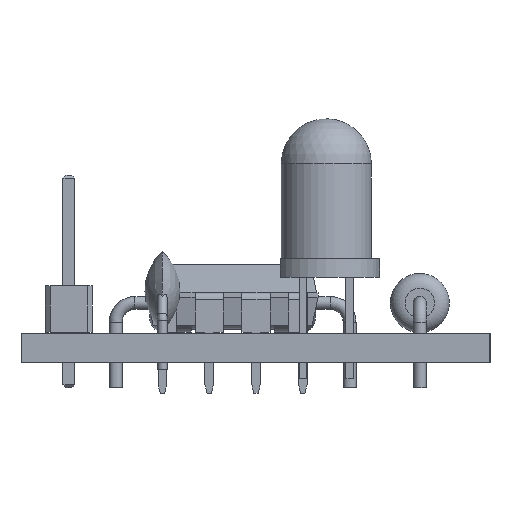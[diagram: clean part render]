
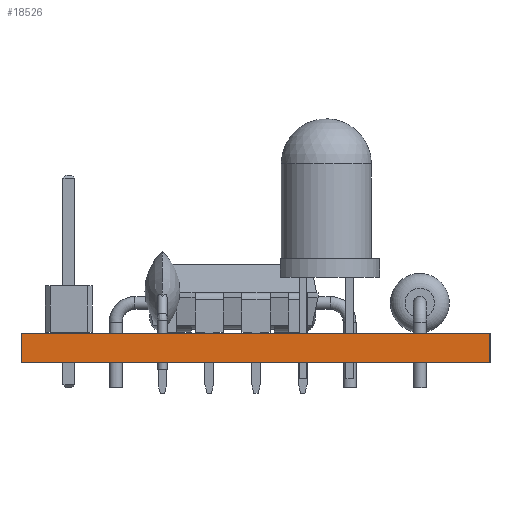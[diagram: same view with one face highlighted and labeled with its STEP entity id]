
A CAD part, left-side view. The second image highlights one B-rep face of the part: STEP entity #18526.
In plain terms, the highlighted planar face has unit normal (-1, 0, 0).
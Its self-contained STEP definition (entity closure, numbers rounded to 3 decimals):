
#18410 = EDGE_CURVE('',#18411,#18413,#18415,.T.);
#18411 = VERTEX_POINT('',#18412);
#18412 = CARTESIAN_POINT('',(130.81,-106.68,0.));
#18413 = VERTEX_POINT('',#18414);
#18414 = CARTESIAN_POINT('',(130.81,-106.68,1.6));
#18415 = SURFACE_CURVE('',#18416,(#18420,#18432),.PCURVE_S1.);
#18416 = LINE('',#18417,#18418);
#18417 = CARTESIAN_POINT('',(130.81,-106.68,0.));
#18418 = VECTOR('',#18419,1.);
#18419 = DIRECTION('',(0.,0.,1.));
#18420 = PCURVE('',#18421,#18426);
#18421 = PLANE('',#18422);
#18422 = AXIS2_PLACEMENT_3D('',#18423,#18424,#18425);
#18423 = CARTESIAN_POINT('',(130.81,-106.68,0.));
#18424 = DIRECTION('',(0.,1.,0.));
#18425 = DIRECTION('',(1.,0.,0.));
#18426 = DEFINITIONAL_REPRESENTATION('',(#18427),#18431);
#18427 = LINE('',#18428,#18429);
#18428 = CARTESIAN_POINT('',(0.,0.));
#18429 = VECTOR('',#18430,1.);
#18430 = DIRECTION('',(0.,-1.));
#18431 = ( GEOMETRIC_REPRESENTATION_CONTEXT(2) 
PARAMETRIC_REPRESENTATION_CONTEXT() REPRESENTATION_CONTEXT('2D SPACE',''
  ) );
#18432 = PCURVE('',#18433,#18438);
#18433 = PLANE('',#18434);
#18434 = AXIS2_PLACEMENT_3D('',#18435,#18436,#18437);
#18435 = CARTESIAN_POINT('',(130.81,-132.08,0.));
#18436 = DIRECTION('',(-1.,0.,0.));
#18437 = DIRECTION('',(0.,1.,0.));
#18438 = DEFINITIONAL_REPRESENTATION('',(#18439),#18443);
#18439 = LINE('',#18440,#18441);
#18440 = CARTESIAN_POINT('',(25.4,0.));
#18441 = VECTOR('',#18442,1.);
#18442 = DIRECTION('',(0.,-1.));
#18443 = ( GEOMETRIC_REPRESENTATION_CONTEXT(2) 
PARAMETRIC_REPRESENTATION_CONTEXT() REPRESENTATION_CONTEXT('2D SPACE',''
  ) );
#18461 = PLANE('',#18462);
#18462 = AXIS2_PLACEMENT_3D('',#18463,#18464,#18465);
#18463 = CARTESIAN_POINT('',(147.955,-119.38,1.6));
#18464 = DIRECTION('',(-0.,-0.,-1.));
#18465 = DIRECTION('',(-1.,0.,0.));
#18515 = PLANE('',#18516);
#18516 = AXIS2_PLACEMENT_3D('',#18517,#18518,#18519);
#18517 = CARTESIAN_POINT('',(147.955,-119.38,0.));
#18518 = DIRECTION('',(-0.,-0.,-1.));
#18519 = DIRECTION('',(-1.,0.,0.));
#18526 = ADVANCED_FACE('',(#18527),#18433,.T.);
#18527 = FACE_BOUND('',#18528,.T.);
#18528 = EDGE_LOOP('',(#18529,#18559,#18580,#18581));
#18529 = ORIENTED_EDGE('',*,*,#18530,.T.);
#18530 = EDGE_CURVE('',#18531,#18533,#18535,.T.);
#18531 = VERTEX_POINT('',#18532);
#18532 = CARTESIAN_POINT('',(130.81,-132.08,0.));
#18533 = VERTEX_POINT('',#18534);
#18534 = CARTESIAN_POINT('',(130.81,-132.08,1.6));
#18535 = SURFACE_CURVE('',#18536,(#18540,#18547),.PCURVE_S1.);
#18536 = LINE('',#18537,#18538);
#18537 = CARTESIAN_POINT('',(130.81,-132.08,0.));
#18538 = VECTOR('',#18539,1.);
#18539 = DIRECTION('',(0.,0.,1.));
#18540 = PCURVE('',#18433,#18541);
#18541 = DEFINITIONAL_REPRESENTATION('',(#18542),#18546);
#18542 = LINE('',#18543,#18544);
#18543 = CARTESIAN_POINT('',(0.,0.));
#18544 = VECTOR('',#18545,1.);
#18545 = DIRECTION('',(0.,-1.));
#18546 = ( GEOMETRIC_REPRESENTATION_CONTEXT(2) 
PARAMETRIC_REPRESENTATION_CONTEXT() REPRESENTATION_CONTEXT('2D SPACE',''
  ) );
#18547 = PCURVE('',#18548,#18553);
#18548 = PLANE('',#18549);
#18549 = AXIS2_PLACEMENT_3D('',#18550,#18551,#18552);
#18550 = CARTESIAN_POINT('',(165.1,-132.08,0.));
#18551 = DIRECTION('',(0.,-1.,0.));
#18552 = DIRECTION('',(-1.,0.,0.));
#18553 = DEFINITIONAL_REPRESENTATION('',(#18554),#18558);
#18554 = LINE('',#18555,#18556);
#18555 = CARTESIAN_POINT('',(34.29,0.));
#18556 = VECTOR('',#18557,1.);
#18557 = DIRECTION('',(0.,-1.));
#18558 = ( GEOMETRIC_REPRESENTATION_CONTEXT(2) 
PARAMETRIC_REPRESENTATION_CONTEXT() REPRESENTATION_CONTEXT('2D SPACE',''
  ) );
#18559 = ORIENTED_EDGE('',*,*,#18560,.T.);
#18560 = EDGE_CURVE('',#18533,#18413,#18561,.T.);
#18561 = SURFACE_CURVE('',#18562,(#18566,#18573),.PCURVE_S1.);
#18562 = LINE('',#18563,#18564);
#18563 = CARTESIAN_POINT('',(130.81,-132.08,1.6));
#18564 = VECTOR('',#18565,1.);
#18565 = DIRECTION('',(0.,1.,0.));
#18566 = PCURVE('',#18433,#18567);
#18567 = DEFINITIONAL_REPRESENTATION('',(#18568),#18572);
#18568 = LINE('',#18569,#18570);
#18569 = CARTESIAN_POINT('',(0.,-1.6));
#18570 = VECTOR('',#18571,1.);
#18571 = DIRECTION('',(1.,0.));
#18572 = ( GEOMETRIC_REPRESENTATION_CONTEXT(2) 
PARAMETRIC_REPRESENTATION_CONTEXT() REPRESENTATION_CONTEXT('2D SPACE',''
  ) );
#18573 = PCURVE('',#18461,#18574);
#18574 = DEFINITIONAL_REPRESENTATION('',(#18575),#18579);
#18575 = LINE('',#18576,#18577);
#18576 = CARTESIAN_POINT('',(17.145,-12.7));
#18577 = VECTOR('',#18578,1.);
#18578 = DIRECTION('',(0.,1.));
#18579 = ( GEOMETRIC_REPRESENTATION_CONTEXT(2) 
PARAMETRIC_REPRESENTATION_CONTEXT() REPRESENTATION_CONTEXT('2D SPACE',''
  ) );
#18580 = ORIENTED_EDGE('',*,*,#18410,.F.);
#18581 = ORIENTED_EDGE('',*,*,#18582,.F.);
#18582 = EDGE_CURVE('',#18531,#18411,#18583,.T.);
#18583 = SURFACE_CURVE('',#18584,(#18588,#18595),.PCURVE_S1.);
#18584 = LINE('',#18585,#18586);
#18585 = CARTESIAN_POINT('',(130.81,-132.08,0.));
#18586 = VECTOR('',#18587,1.);
#18587 = DIRECTION('',(0.,1.,0.));
#18588 = PCURVE('',#18433,#18589);
#18589 = DEFINITIONAL_REPRESENTATION('',(#18590),#18594);
#18590 = LINE('',#18591,#18592);
#18591 = CARTESIAN_POINT('',(0.,0.));
#18592 = VECTOR('',#18593,1.);
#18593 = DIRECTION('',(1.,0.));
#18594 = ( GEOMETRIC_REPRESENTATION_CONTEXT(2) 
PARAMETRIC_REPRESENTATION_CONTEXT() REPRESENTATION_CONTEXT('2D SPACE',''
  ) );
#18595 = PCURVE('',#18515,#18596);
#18596 = DEFINITIONAL_REPRESENTATION('',(#18597),#18601);
#18597 = LINE('',#18598,#18599);
#18598 = CARTESIAN_POINT('',(17.145,-12.7));
#18599 = VECTOR('',#18600,1.);
#18600 = DIRECTION('',(0.,1.));
#18601 = ( GEOMETRIC_REPRESENTATION_CONTEXT(2) 
PARAMETRIC_REPRESENTATION_CONTEXT() REPRESENTATION_CONTEXT('2D SPACE',''
  ) );
